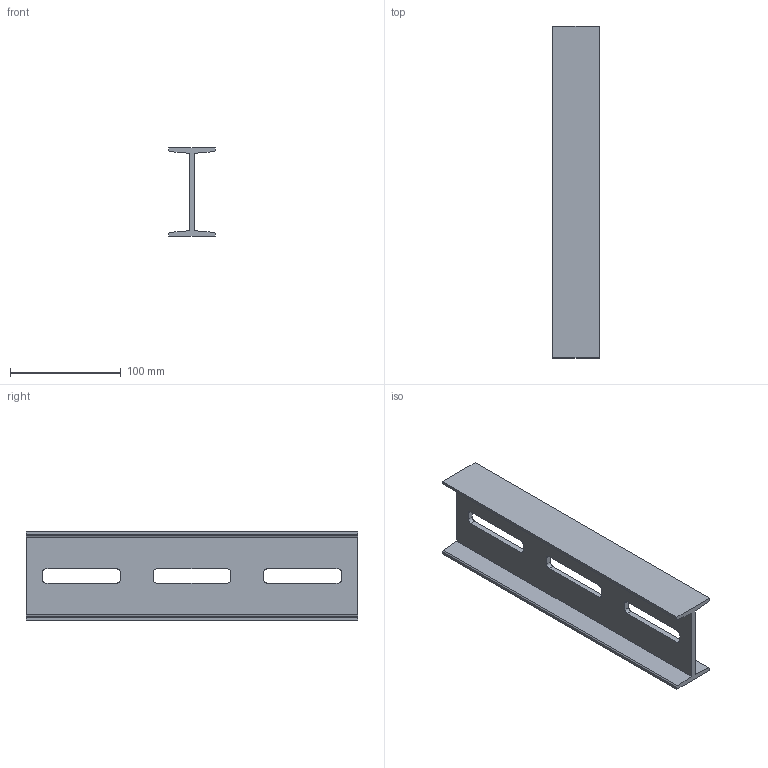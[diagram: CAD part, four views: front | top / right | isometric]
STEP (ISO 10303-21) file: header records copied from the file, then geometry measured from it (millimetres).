
FILE_DESCRIPTION((''),'2;1');
FILE_NAME('700230_PRT','2019-03-26T10:35:53',('tomasz.grudniewski'),(''),'CREO PARAMETRIC BY PTC INC, 2018500','CREO PARAMETRIC BY PTC INC, 2018500','');
FILE_SCHEMA(('CONFIG_CONTROL_DESIGN'));
Length unit declared in the file: millimetre
Products named in the file (1): 700230_PRT
Bounding box: 42 x 300 x 80 mm (x, y, z)
Volume: 198902.4 mm3; surface area: 91327.4 mm2
Topology: 1 solids, 1 shells, 42 faces, 120 edges, 80 vertices
Faces by surface type: plane 30, cylinder 12
Entity records: 1418 total; most frequent: CARTESIAN_POINT 242, ORIENTED_EDGE 240, DIRECTION 228, EDGE_CURVE 120, VECTOR 96, LINE 96, VERTEX_POINT 80, AXIS2_PLACEMENT_3D 66
